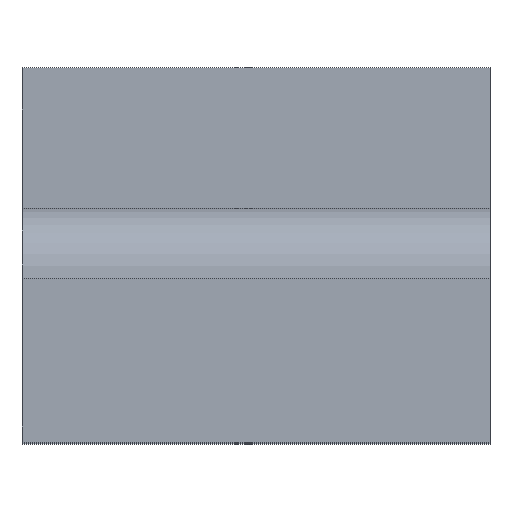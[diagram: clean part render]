
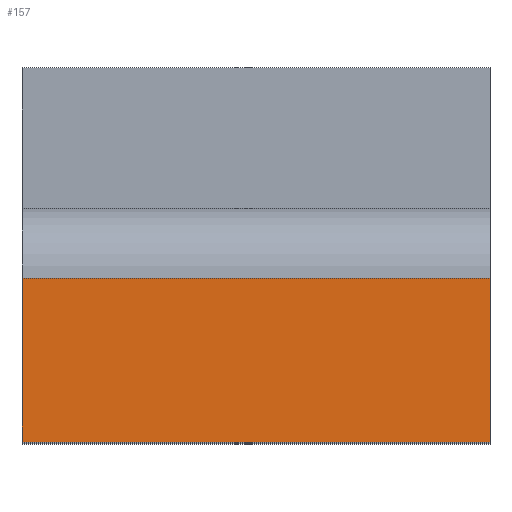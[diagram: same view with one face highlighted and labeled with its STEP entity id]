
A CAD part, top view. The second image highlights one B-rep face of the part: STEP entity #157.
In plain terms, the highlighted planar face has unit normal (0, 0, 1).
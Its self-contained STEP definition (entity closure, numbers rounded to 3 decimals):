
#11 = CARTESIAN_POINT ( 'NONE',  ( -10., 7., 25. ) ) ;
#71 = DIRECTION ( 'NONE',  ( -1., 0., 0. ) ) ;
#72 = DIRECTION ( 'NONE',  ( 0., 0., -1. ) ) ;
#74 = CARTESIAN_POINT ( 'NONE',  ( 10., 0., 25. ) ) ;
#75 = PLANE ( 'NONE',  #701 ) ;
#141 = ORIENTED_EDGE ( 'NONE', *, *, #486, .T. ) ;
#146 = VECTOR ( 'NONE', #386, 1000. ) ;
#157 = ADVANCED_FACE ( 'NONE', ( #706 ), #75, .F. ) ;
#190 = EDGE_LOOP ( 'NONE', ( #669, #649, #703, #141 ) ) ;
#218 = DIRECTION ( 'NONE',  ( -1., 0., 0. ) ) ;
#251 = VERTEX_POINT ( 'NONE', #11 ) ;
#281 = VERTEX_POINT ( 'NONE', #690 ) ;
#283 = VECTOR ( 'NONE', #218, 1000. ) ;
#296 = CARTESIAN_POINT ( 'NONE',  ( 10., 7., 25. ) ) ;
#300 = VERTEX_POINT ( 'NONE', #531 ) ;
#304 = CARTESIAN_POINT ( 'NONE',  ( 10., 7., 25. ) ) ;
#361 = LINE ( 'NONE', #304, #283 ) ;
#363 = EDGE_CURVE ( 'NONE', #251, #281, #511, .T. ) ;
#386 = DIRECTION ( 'NONE',  ( -1., 0., 0. ) ) ;
#395 = EDGE_CURVE ( 'NONE', #300, #281, #496, .T. ) ;
#398 = DIRECTION ( 'NONE',  ( 0., -1., 0. ) ) ;
#444 = CARTESIAN_POINT ( 'NONE',  ( 10., 0., 25. ) ) ;
#458 = CARTESIAN_POINT ( 'NONE',  ( -10., 0., 25. ) ) ;
#477 = VECTOR ( 'NONE', #608, 1000. ) ;
#484 = CARTESIAN_POINT ( 'NONE',  ( 10., 0., 25. ) ) ;
#486 = EDGE_CURVE ( 'NONE', #574, #251, #361, .T. ) ;
#496 = LINE ( 'NONE', #444, #146 ) ;
#511 = LINE ( 'NONE', #458, #679 ) ;
#531 = CARTESIAN_POINT ( 'NONE',  ( 10., 0., 25. ) ) ;
#574 = VERTEX_POINT ( 'NONE', #296 ) ;
#608 = DIRECTION ( 'NONE',  ( 0., -1., 0. ) ) ;
#649 = ORIENTED_EDGE ( 'NONE', *, *, #395, .F. ) ;
#669 = ORIENTED_EDGE ( 'NONE', *, *, #363, .T. ) ;
#679 = VECTOR ( 'NONE', #398, 1000. ) ;
#687 = LINE ( 'NONE', #484, #477 ) ;
#689 = EDGE_CURVE ( 'NONE', #574, #300, #687, .T. ) ;
#690 = CARTESIAN_POINT ( 'NONE',  ( -10., 0., 25. ) ) ;
#701 = AXIS2_PLACEMENT_3D ( 'NONE', #74, #72, #71 ) ;
#703 = ORIENTED_EDGE ( 'NONE', *, *, #689, .F. ) ;
#706 = FACE_OUTER_BOUND ( 'NONE', #190, .T. ) ;
